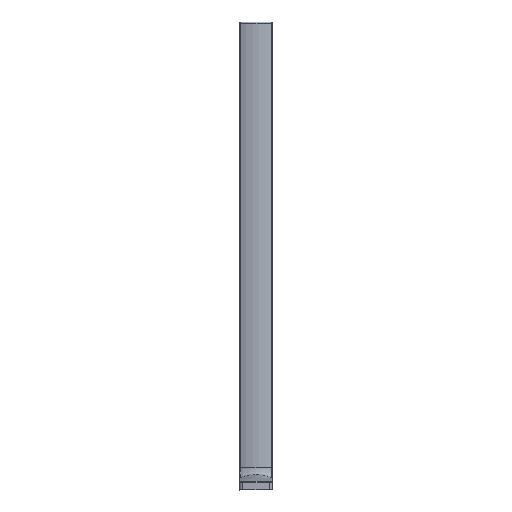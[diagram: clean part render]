
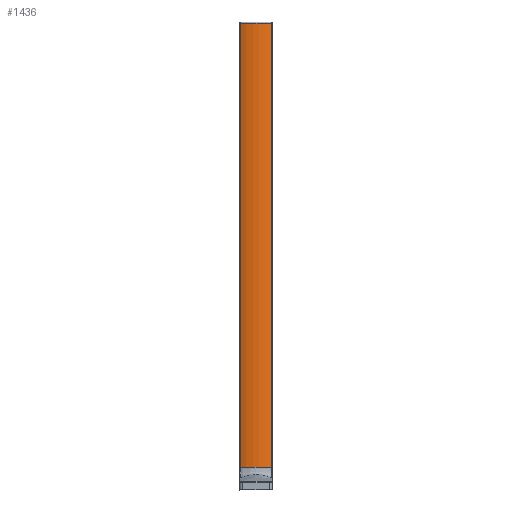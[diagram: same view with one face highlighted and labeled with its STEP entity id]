
A CAD part, front view. The second image highlights one B-rep face of the part: STEP entity #1436.
In plain terms, the highlighted cylindrical face has radius 38.321 mm (diameter 76.643 mm), a partial arc.
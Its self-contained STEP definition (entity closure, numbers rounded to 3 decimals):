
#21 = B_SPLINE_CURVE_WITH_KNOTS ( 'NONE', 3,
 ( #2268, #5516, #1415, #884 ),
 .UNSPECIFIED., .F., .F.,
 ( 4, 4 ),
 ( 0., 1. ),
 .UNSPECIFIED. ) ;
#804 = CARTESIAN_POINT ( 'NONE',  ( 2241.225, -18., -0.598 ) ) ;
#884 = CARTESIAN_POINT ( 'NONE',  ( 2241.225, -449., -0.598 ) ) ;
#1078 = DIRECTION ( 'NONE',  ( 0., 0., -1. ) ) ;
#1170 = DIRECTION ( 'NONE',  ( 0., -1., 0. ) ) ;
#1280 = AXIS2_PLACEMENT_3D ( 'NONE', #2091, #1170, #1078 ) ;
#1361 = EDGE_CURVE ( 'NONE', #5464, #4033, #21, .T. ) ;
#1381 = DIRECTION ( 'NONE',  ( 0., 0., -1. ) ) ;
#1415 = CARTESIAN_POINT ( 'NONE',  ( 2241.225, -305.333, -0.598 ) ) ;
#1436 = ADVANCED_FACE ( 'NONE', ( #3277 ), #1869, .T. ) ;
#1792 = VECTOR ( 'NONE', #2494, 1000. ) ;
#1869 = CYLINDRICAL_SURFACE ( 'NONE', #2060, 38.321 ) ;
#1899 = ORIENTED_EDGE ( 'NONE', *, *, #5418, .T. ) ;
#1950 = EDGE_CURVE ( 'NONE', #6031, #5464, #4409, .T. ) ;
#2060 = AXIS2_PLACEMENT_3D ( 'NONE', #4229, #2816, #1381 ) ;
#2091 = CARTESIAN_POINT ( 'NONE',  ( 2206.135, -18., -16. ) ) ;
#2096 = CARTESIAN_POINT ( 'NONE',  ( 2241.225, -258., -31.402 ) ) ;
#2112 = CARTESIAN_POINT ( 'NONE',  ( 2206.135, -449., -16. ) ) ;
#2140 = DIRECTION ( 'NONE',  ( 0., 0., -1. ) ) ;
#2268 = CARTESIAN_POINT ( 'NONE',  ( 2241.225, -18., -0.598 ) ) ;
#2393 = CARTESIAN_POINT ( 'NONE',  ( 2241.225, -449., -31.402 ) ) ;
#2494 = DIRECTION ( 'NONE',  ( 0., 1., 0. ) ) ;
#2615 = EDGE_LOOP ( 'NONE', ( #3469, #2969, #4006, #1899 ) ) ;
#2816 = DIRECTION ( 'NONE',  ( 0., -1., 0. ) ) ;
#2953 = CIRCLE ( 'NONE', #4420, 38.321 ) ;
#2969 = ORIENTED_EDGE ( 'NONE', *, *, #1361, .T. ) ;
#3066 = LINE ( 'NONE', #2096, #1792 ) ;
#3277 = FACE_OUTER_BOUND ( 'NONE', #2615, .T. ) ;
#3394 = VERTEX_POINT ( 'NONE', #2393 ) ;
#3469 = ORIENTED_EDGE ( 'NONE', *, *, #1950, .T. ) ;
#3483 = EDGE_CURVE ( 'NONE', #4033, #3394, #2953, .T. ) ;
#4003 = DIRECTION ( 'NONE',  ( 0., 1., 0. ) ) ;
#4006 = ORIENTED_EDGE ( 'NONE', *, *, #3483, .T. ) ;
#4033 = VERTEX_POINT ( 'NONE', #5693 ) ;
#4224 = CARTESIAN_POINT ( 'NONE',  ( 2241.225, -18., -31.402 ) ) ;
#4229 = CARTESIAN_POINT ( 'NONE',  ( 2206.135, -258., -16. ) ) ;
#4409 = CIRCLE ( 'NONE', #1280, 38.321 ) ;
#4420 = AXIS2_PLACEMENT_3D ( 'NONE', #2112, #4003, #2140 ) ;
#5418 = EDGE_CURVE ( 'NONE', #3394, #6031, #3066, .T. ) ;
#5464 = VERTEX_POINT ( 'NONE', #804 ) ;
#5516 = CARTESIAN_POINT ( 'NONE',  ( 2241.225, -161.667, -0.598 ) ) ;
#5693 = CARTESIAN_POINT ( 'NONE',  ( 2241.225, -449., -0.598 ) ) ;
#6031 = VERTEX_POINT ( 'NONE', #4224 ) ;
